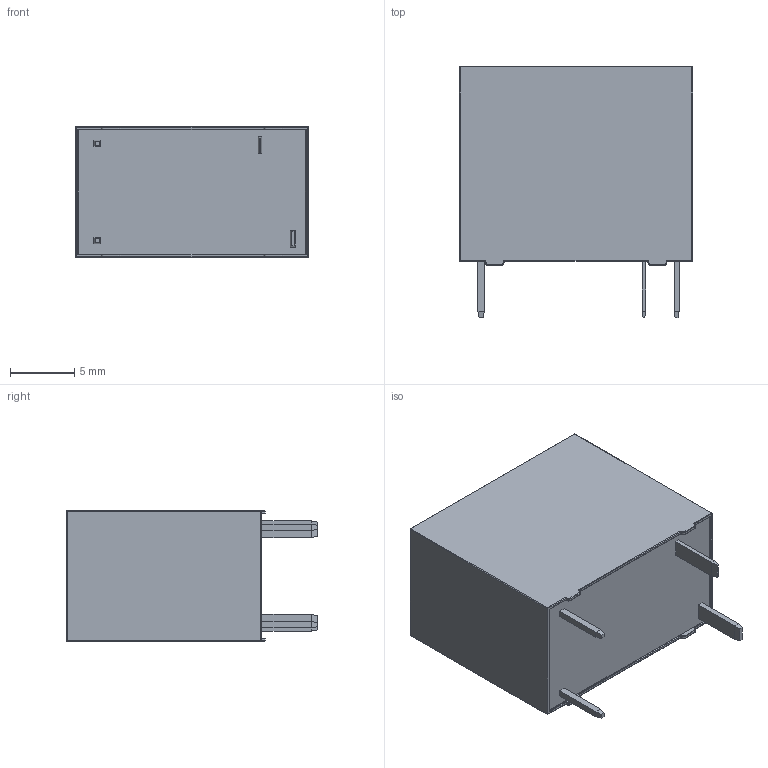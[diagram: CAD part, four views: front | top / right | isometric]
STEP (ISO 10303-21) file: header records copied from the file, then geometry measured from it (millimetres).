
FILE_DESCRIPTION (( 'STEP AP203' ), '1' );
FILE_NAME ('CUI_DEVICES_PR9-5V-200-1A.step', '2023-08-28T19:50:29', ( '' ), ( '' ), 'SwSTEP 2.0', 'SolidWorks 2023', '' );
FILE_SCHEMA (( 'CONFIG_CONTROL_DESIGN' ));
Length unit declared in the file: millimetre
Products named in the file (1): CUI_DEVICES_PR9-5V-200-1A
Bounding box: 18.2 x 19.6 x 10.2 mm (x, y, z)
Volume: 2810.5 mm3; surface area: 1289.1 mm2
Topology: 5 solids, 5 shells, 152 faces, 336 edges, 188 vertices
Faces by surface type: plane 60, cylinder 44, bspline 24, torus 16, sphere 8
Entity records: 4777 total; most frequent: CARTESIAN_POINT 1537, DIRECTION 662, ORIENTED_EDGE 656, EDGE_CURVE 328, AXIS2_PLACEMENT_3D 241, VERTEX_POINT 188, VECTOR 180, LINE 180
